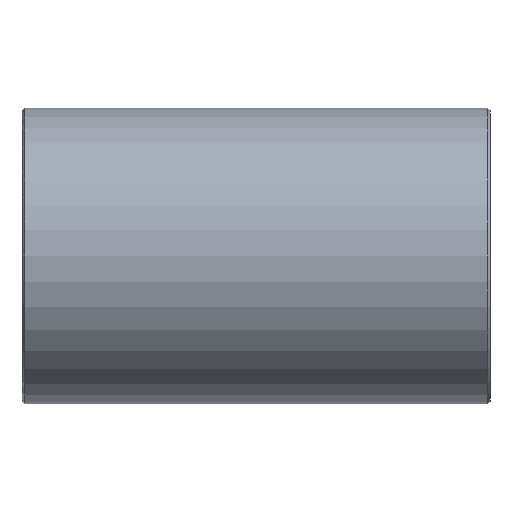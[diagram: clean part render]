
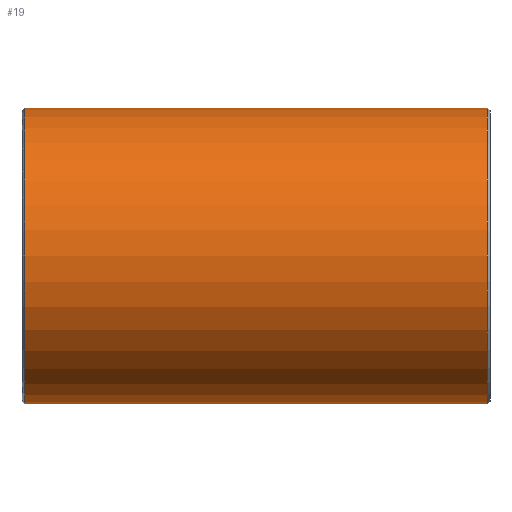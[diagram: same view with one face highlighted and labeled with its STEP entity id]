
A CAD part, front view. The second image highlights one B-rep face of the part: STEP entity #19.
In plain terms, the highlighted cylindrical face has radius 136.525 mm (diameter 273.05 mm), a partial arc.
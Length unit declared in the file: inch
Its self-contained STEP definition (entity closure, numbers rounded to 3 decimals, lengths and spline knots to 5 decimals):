
#19 = ADVANCED_FACE ( 'NONE', ( #231 ), #487, .T. ) ;
#63 = CARTESIAN_POINT ( 'NONE',  ( -8.39767, 0., 5.375 ) ) ;
#75 = ORIENTED_EDGE ( 'NONE', *, *, #699, .T. ) ;
#98 = CARTESIAN_POINT ( 'NONE',  ( 8.39767, 0., 5.375 ) ) ;
#104 = DIRECTION ( 'NONE',  ( 0., 0., 1. ) ) ;
#125 = LINE ( 'NONE', #191, #740 ) ;
#133 = CARTESIAN_POINT ( 'NONE',  ( 8.5, 0., -5.375 ) ) ;
#141 = CARTESIAN_POINT ( 'NONE',  ( -8.39767, 0., 0. ) ) ;
#147 = ORIENTED_EDGE ( 'NONE', *, *, #490, .T. ) ;
#178 = VECTOR ( 'NONE', #333, 39.37008 ) ;
#180 = DIRECTION ( 'NONE',  ( -1., 0., 0. ) ) ;
#183 = CARTESIAN_POINT ( 'NONE',  ( 8.5, 0., 0. ) ) ;
#191 = CARTESIAN_POINT ( 'NONE',  ( 8.5, 0., 5.375 ) ) ;
#231 = FACE_OUTER_BOUND ( 'NONE', #725, .T. ) ;
#255 = LINE ( 'NONE', #133, #178 ) ;
#258 = VERTEX_POINT ( 'NONE', #63 ) ;
#280 = AXIS2_PLACEMENT_3D ( 'NONE', #183, #180, #104 ) ;
#333 = DIRECTION ( 'NONE',  ( -1., 0., 0. ) ) ;
#345 = ORIENTED_EDGE ( 'NONE', *, *, #761, .F. ) ;
#361 = CARTESIAN_POINT ( 'NONE',  ( 8.39767, 0., 0. ) ) ;
#380 = CIRCLE ( 'NONE', #649, 5.375 ) ;
#415 = EDGE_CURVE ( 'NONE', #258, #592, #380, .T. ) ;
#475 = VERTEX_POINT ( 'NONE', #98 ) ;
#484 = DIRECTION ( 'NONE',  ( -1., 0., 0. ) ) ;
#487 = CYLINDRICAL_SURFACE ( 'NONE', #280, 5.375 ) ;
#488 = DIRECTION ( 'NONE',  ( 0., 0., -1. ) ) ;
#490 = EDGE_CURVE ( 'NONE', #643, #475, #801, .T. ) ;
#509 = CARTESIAN_POINT ( 'NONE',  ( 8.39767, 0., -5.375 ) ) ;
#590 = DIRECTION ( 'NONE',  ( 1., 0., 0. ) ) ;
#592 = VERTEX_POINT ( 'NONE', #714 ) ;
#643 = VERTEX_POINT ( 'NONE', #509 ) ;
#649 = AXIS2_PLACEMENT_3D ( 'NONE', #141, #590, #672 ) ;
#672 = DIRECTION ( 'NONE',  ( 0., 0., 1. ) ) ;
#699 = EDGE_CURVE ( 'NONE', #475, #258, #125, .T. ) ;
#714 = CARTESIAN_POINT ( 'NONE',  ( -8.39767, 0., -5.375 ) ) ;
#717 = DIRECTION ( 'NONE',  ( -1., 0., 0. ) ) ;
#725 = EDGE_LOOP ( 'NONE', ( #345, #147, #75, #732 ) ) ;
#732 = ORIENTED_EDGE ( 'NONE', *, *, #415, .T. ) ;
#740 = VECTOR ( 'NONE', #717, 39.37008 ) ;
#759 = AXIS2_PLACEMENT_3D ( 'NONE', #361, #484, #488 ) ;
#761 = EDGE_CURVE ( 'NONE', #643, #592, #255, .T. ) ;
#801 = CIRCLE ( 'NONE', #759, 5.375 ) ;
